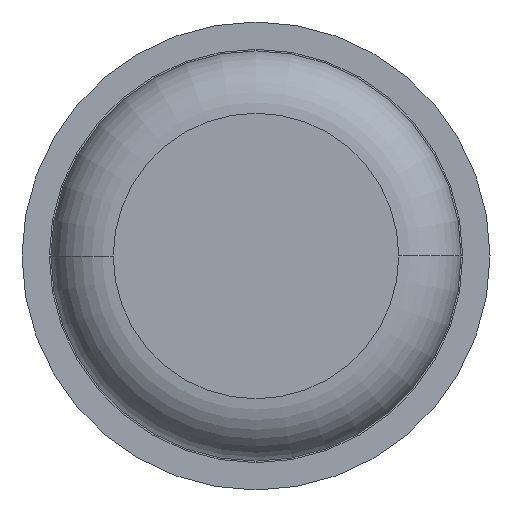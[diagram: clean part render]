
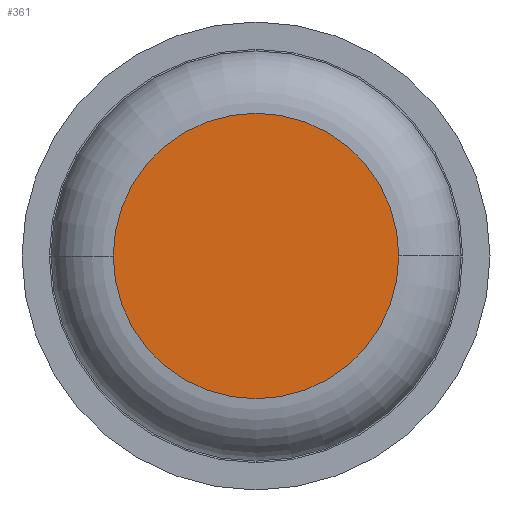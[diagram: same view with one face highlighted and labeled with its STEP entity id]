
A CAD part, front view. The second image highlights one B-rep face of the part: STEP entity #361.
In plain terms, the highlighted planar face has unit normal (0, -1, 0).
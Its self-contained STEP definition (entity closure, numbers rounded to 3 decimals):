
#310 = DIRECTION ( 'NONE',  ( 0., -1., 0. ) ) ;
#361 = ADVANCED_FACE ( 'Defeature ausgef�hrt1_6', ( #1413 ), #2790, .F. ) ;
#540 = VERTEX_POINT ( 'NONE', #3178 ) ;
#678 = CARTESIAN_POINT ( 'NONE',  ( 0., 0., 0. ) ) ;
#938 = CARTESIAN_POINT ( 'NONE',  ( 0., 0., 0. ) ) ;
#959 = DIRECTION ( 'NONE',  ( -1., 0., 0. ) ) ;
#981 = ORIENTED_EDGE ( 'NONE', *, *, #2888, .T. ) ;
#1007 = CARTESIAN_POINT ( 'NONE',  ( -0.915, 0., 0. ) ) ;
#1139 = EDGE_CURVE ( 'Defeature ausgef�hrt1_6+Defeature ausgef�hrt1_7+Defeature ausgef�hrt1_7+Defeature ausgef�hrt1_7', #2741, #540, #2659, .T. ) ;
#1180 = DIRECTION ( 'NONE',  ( -1., 0., 0. ) ) ;
#1183 = EDGE_LOOP ( 'NONE', ( #2691, #981 ) ) ;
#1187 = AXIS2_PLACEMENT_3D ( 'NONE', #678, #2808, #1560 ) ;
#1413 = FACE_OUTER_BOUND ( 'NONE', #1183, .T. ) ;
#1495 = DIRECTION ( 'NONE',  ( 0., -1., 0. ) ) ;
#1560 = DIRECTION ( 'NONE',  ( -1., 0., 0. ) ) ;
#2659 = CIRCLE ( 'NONE', #3637, 0.915 ) ;
#2691 = ORIENTED_EDGE ( 'NONE', *, *, #1139, .T. ) ;
#2741 = VERTEX_POINT ( 'NONE', #1007 ) ;
#2790 = PLANE ( 'NONE',  #1187 ) ;
#2808 = DIRECTION ( 'NONE',  ( 0., 1., 0. ) ) ;
#2888 = EDGE_CURVE ( 'Defeature ausgef�hrt1_6+Defeature ausgef�hrt1_7+Defeature ausgef�hrt1_7+Defeature ausgef�hrt1_7', #540, #2741, #3908, .T. ) ;
#2895 = AXIS2_PLACEMENT_3D ( 'NONE', #938, #310, #959 ) ;
#3178 = CARTESIAN_POINT ( 'NONE',  ( 0.915, 0., 0. ) ) ;
#3411 = CARTESIAN_POINT ( 'NONE',  ( 0., 0., 0. ) ) ;
#3637 = AXIS2_PLACEMENT_3D ( 'NONE', #3411, #1495, #1180 ) ;
#3908 = CIRCLE ( 'NONE', #2895, 0.915 ) ;
